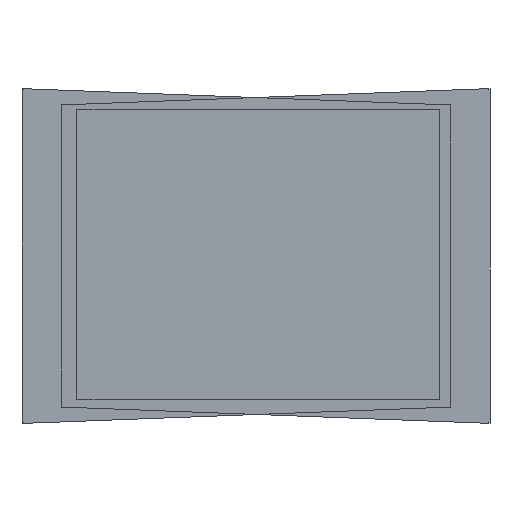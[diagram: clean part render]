
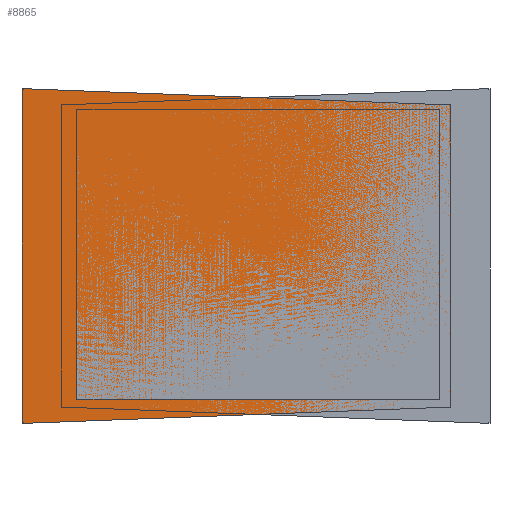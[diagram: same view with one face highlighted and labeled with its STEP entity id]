
A CAD part, front view. The second image highlights one B-rep face of the part: STEP entity #8865.
In plain terms, the highlighted planar face has unit normal (0, -1, 0).
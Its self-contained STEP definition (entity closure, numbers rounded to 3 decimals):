
#4124 = LINE ( 'NONE', #149945, #276777 ) ;
#5092 = EDGE_CURVE ( 'NONE', #269623, #25062, #15020, .T. ) ;
#5277 = EDGE_LOOP ( 'NONE', ( #130279, #124073, #109002, #183941 ) ) ;
#8865 = ADVANCED_FACE ( 'NONE', ( #222426 ), #107058, .T. ) ;
#15020 = LINE ( 'NONE', #33609, #140890 ) ;
#17183 = DIRECTION ( 'NONE',  ( 1., 0., 0. ) ) ;
#19618 = CARTESIAN_POINT ( 'NONE',  ( -1949.093, -3050.187, -1457.221 ) ) ;
#20081 = CARTESIAN_POINT ( 'NONE',  ( 0., -3050.187, 0. ) ) ;
#22915 = CARTESIAN_POINT ( 'NONE',  ( 1617.585, -3050.187, 1195.098 ) ) ;
#25062 = VERTEX_POINT ( 'NONE', #22915 ) ;
#25396 = DIRECTION ( 'NONE',  ( 0.999, 0., 0.038 ) ) ;
#26619 = CARTESIAN_POINT ( 'NONE',  ( -1949.093, -3050.187, -1457.221 ) ) ;
#28206 = VECTOR ( 'NONE', #25396, 1000. ) ;
#29736 = EDGE_CURVE ( 'NONE', #273245, #233870, #157010, .T. ) ;
#33609 = CARTESIAN_POINT ( 'NONE',  ( 1617.585, -3050.187, 0. ) ) ;
#36535 = CARTESIAN_POINT ( 'NONE',  ( -1949.093, -3050.187, 1331.256 ) ) ;
#90535 = VECTOR ( 'NONE', #163447, 1000. ) ;
#99900 = CARTESIAN_POINT ( 'NONE',  ( -1949.093, -3050.187, 0. ) ) ;
#107058 = PLANE ( 'NONE',  #150430 ) ;
#109002 = ORIENTED_EDGE ( 'NONE', *, *, #116127, .T. ) ;
#112001 = LINE ( 'NONE', #19618, #28206 ) ;
#116127 = EDGE_CURVE ( 'NONE', #233870, #269623, #112001, .T. ) ;
#124073 = ORIENTED_EDGE ( 'NONE', *, *, #29736, .T. ) ;
#130279 = ORIENTED_EDGE ( 'NONE', *, *, #142742, .T. ) ;
#140890 = VECTOR ( 'NONE', #252417, 1000. ) ;
#142742 = EDGE_CURVE ( 'NONE', #25062, #273245, #4124, .T. ) ;
#149945 = CARTESIAN_POINT ( 'NONE',  ( 1617.585, -3050.187, 1195.098 ) ) ;
#150430 = AXIS2_PLACEMENT_3D ( 'NONE', #20081, #196962, #17183 ) ;
#157010 = LINE ( 'NONE', #99900, #90535 ) ;
#163447 = DIRECTION ( 'NONE',  ( 0., 0., -1. ) ) ;
#183941 = ORIENTED_EDGE ( 'NONE', *, *, #5092, .T. ) ;
#194893 = DIRECTION ( 'NONE',  ( -0.999, 0., 0.038 ) ) ;
#196962 = DIRECTION ( 'NONE',  ( 0., -1., 0. ) ) ;
#222426 = FACE_OUTER_BOUND ( 'NONE', #5277, .T. ) ;
#226429 = CARTESIAN_POINT ( 'NONE',  ( 1617.585, -3050.187, -1321.063 ) ) ;
#233870 = VERTEX_POINT ( 'NONE', #26619 ) ;
#252417 = DIRECTION ( 'NONE',  ( 0., 0., 1. ) ) ;
#269623 = VERTEX_POINT ( 'NONE', #226429 ) ;
#273245 = VERTEX_POINT ( 'NONE', #36535 ) ;
#276777 = VECTOR ( 'NONE', #194893, 1000. ) ;
